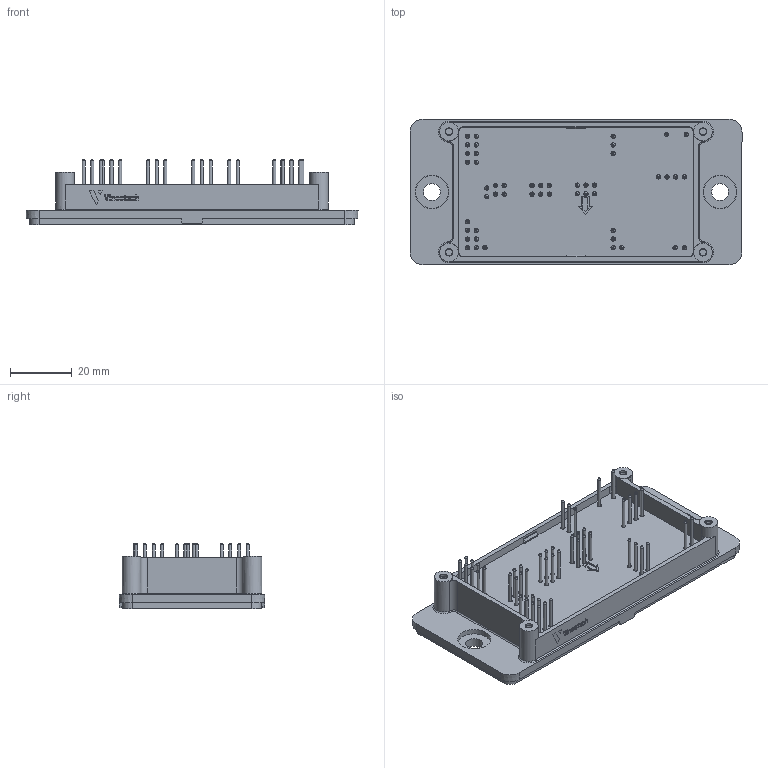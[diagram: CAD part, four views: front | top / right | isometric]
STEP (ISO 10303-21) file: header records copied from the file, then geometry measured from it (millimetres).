
FILE_DESCRIPTION(/* description */ ('Unknown'),/* implementation_level */ '2;1');
FILE_NAME(/* name */ 'Flow2-4T17W-L260(490)-02-OL',/* time_stamp */ '2018-12-14T11:21:48+01:00',/* author */ ('Unknown'),/* organization */ ('Unknown'),/* preprocessor_version */ 'ST-DEVELOPER v16.7',/* originating_system */ 'DEX',/* authorisation */ $);
FILE_SCHEMA (('AUTOMOTIVE_DESIGN { 1 0 10303 214 3 1 1 }','AUTOMOTIVE_DESIGN {1 0 10303 214 3 1 1}'));
Products named in the file (1): Flow2-4T17W-L260-02-OL
Bounding box: 107.2 x 47 x 21.28 mm (x, y, z)
Volume: 45392.8 mm3; surface area: 22521.2 mm2
Topology: 1 solids, 8 shells, 1682 faces, 4276 edges, 2666 vertices
Faces by surface type: plane 730, cone 377, bspline 313, cylinder 238, torus 24
Full cylindrical faces by diameter (mm): 1 x49, 1.4 x49, 2.1 x4, 2.4 x53, 3 x4, 5.5 x2, 6 x4
Entity records: 68551 total; most frequent: CARTESIAN_POINT 20597, ORIENTED_EDGE 7790, DIRECTION 6398, EDGE_CURVE 3895, VERTEX_POINT 2555, AXIS2_PLACEMENT_3D 2408, EDGE_LOOP 2124, FACE_BOUND 2124
